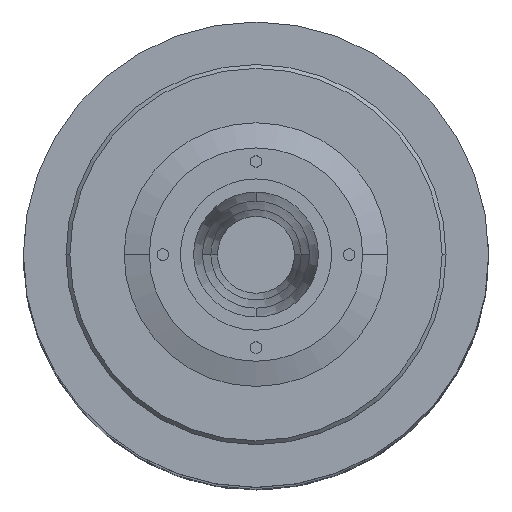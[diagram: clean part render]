
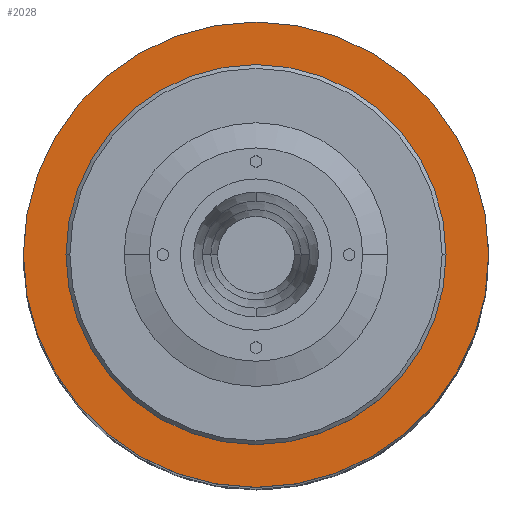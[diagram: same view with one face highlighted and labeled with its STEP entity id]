
A CAD part, top view. The second image highlights one B-rep face of the part: STEP entity #2028.
In plain terms, the highlighted planar face has unit normal (0, 0, 1).
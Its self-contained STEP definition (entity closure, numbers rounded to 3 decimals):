
#227 = DIRECTION ( 'NONE',  ( 0., 0., 1. ) ) ;
#502 = CARTESIAN_POINT ( 'NONE',  ( 0., 0., 244.5 ) ) ;
#1217 = AXIS2_PLACEMENT_3D ( 'NONE', #7147, #2394, #3999 ) ;
#1574 = EDGE_CURVE ( 'NONE', #4788, #7377, #7610, .T. ) ;
#1745 = CIRCLE ( 'NONE', #4121, 13.793 ) ;
#1818 = AXIS2_PLACEMENT_3D ( 'NONE', #5354, #2249, #6202 ) ;
#1831 = FACE_OUTER_BOUND ( 'NONE', #9053, .T. ) ;
#2028 = ADVANCED_FACE ( 'NONE', ( #1831, #7847 ), #5062, .T. ) ;
#2249 = DIRECTION ( 'NONE',  ( 0., 0., -1. ) ) ;
#2394 = DIRECTION ( 'NONE',  ( 0., 0., -1. ) ) ;
#2557 = AXIS2_PLACEMENT_3D ( 'NONE', #8931, #2693, #3591 ) ;
#2693 = DIRECTION ( 'NONE',  ( 0., 0., -1. ) ) ;
#2927 = CARTESIAN_POINT ( 'NONE',  ( -60., 0., 244.5 ) ) ;
#3013 = EDGE_CURVE ( 'NONE', #7377, #4788, #9674, .T. ) ;
#3591 = DIRECTION ( 'NONE',  ( 1., 0., 0. ) ) ;
#3999 = DIRECTION ( 'NONE',  ( -1., 0., 0. ) ) ;
#4121 = AXIS2_PLACEMENT_3D ( 'NONE', #502, #9970, #9086 ) ;
#4257 = CARTESIAN_POINT ( 'NONE',  ( -13.793, 0., 244.5 ) ) ;
#4318 = VERTEX_POINT ( 'NONE', #4257 ) ;
#4360 = EDGE_CURVE ( 'NONE', #4318, #5899, #4806, .T. ) ;
#4712 = EDGE_LOOP ( 'NONE', ( #7577, #10181 ) ) ;
#4788 = VERTEX_POINT ( 'NONE', #8644 ) ;
#4806 = CIRCLE ( 'NONE', #2557, 13.793 ) ;
#5062 = PLANE ( 'NONE',  #8316 ) ;
#5354 = CARTESIAN_POINT ( 'NONE',  ( 0., 0., 244.5 ) ) ;
#5738 = DIRECTION ( 'NONE',  ( 1., 0., 0. ) ) ;
#5899 = VERTEX_POINT ( 'NONE', #7885 ) ;
#6202 = DIRECTION ( 'NONE',  ( -1., 0., 0. ) ) ;
#6585 = CARTESIAN_POINT ( 'NONE',  ( 0., 0., 244.5 ) ) ;
#7147 = CARTESIAN_POINT ( 'NONE',  ( 0., 0., 244.5 ) ) ;
#7377 = VERTEX_POINT ( 'NONE', #2927 ) ;
#7577 = ORIENTED_EDGE ( 'NONE', *, *, #9650, .T. ) ;
#7610 = CIRCLE ( 'NONE', #1217, 60. ) ;
#7847 = FACE_BOUND ( 'NONE', #4712, .T. ) ;
#7885 = CARTESIAN_POINT ( 'NONE',  ( 13.793, 0., 244.5 ) ) ;
#7937 = ORIENTED_EDGE ( 'NONE', *, *, #1574, .F. ) ;
#8316 = AXIS2_PLACEMENT_3D ( 'NONE', #6585, #227, #5738 ) ;
#8644 = CARTESIAN_POINT ( 'NONE',  ( 60., 0., 244.5 ) ) ;
#8931 = CARTESIAN_POINT ( 'NONE',  ( 0., 0., 244.5 ) ) ;
#9053 = EDGE_LOOP ( 'NONE', ( #9699, #7937 ) ) ;
#9086 = DIRECTION ( 'NONE',  ( 1., 0., 0. ) ) ;
#9650 = EDGE_CURVE ( 'NONE', #5899, #4318, #1745, .T. ) ;
#9674 = CIRCLE ( 'NONE', #1818, 60. ) ;
#9699 = ORIENTED_EDGE ( 'NONE', *, *, #3013, .F. ) ;
#9970 = DIRECTION ( 'NONE',  ( 0., 0., -1. ) ) ;
#10181 = ORIENTED_EDGE ( 'NONE', *, *, #4360, .T. ) ;
